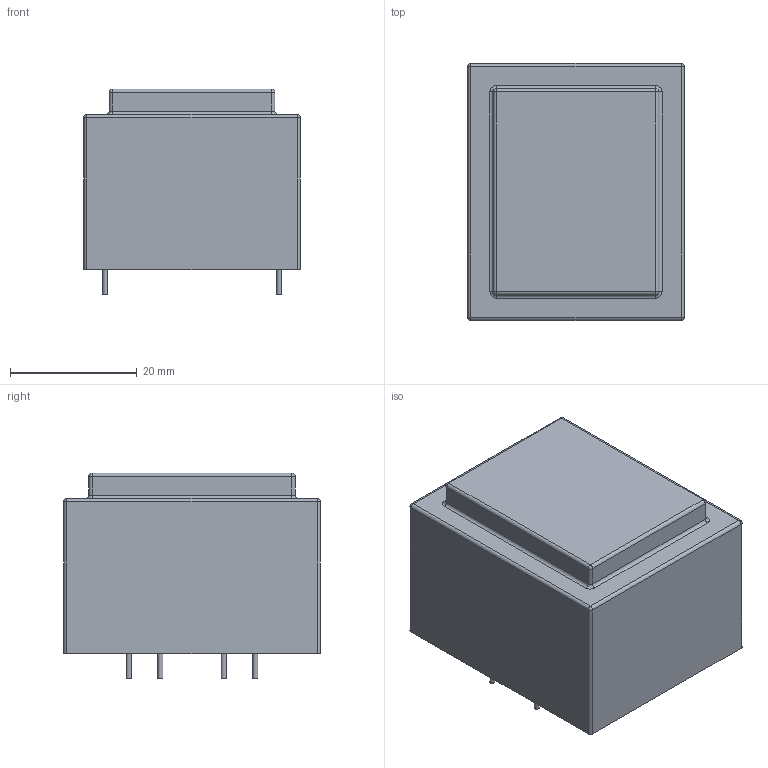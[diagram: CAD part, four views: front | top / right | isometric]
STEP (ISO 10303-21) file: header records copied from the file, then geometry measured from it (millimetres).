
FILE_DESCRIPTION(('FreeCAD Model'),'2;1');
FILE_NAME('TRANSFORMER_NF_GERTH_387.XX.step','2020-09-20T11:20:36',('Author'),(''), 'Open CASCADE STEP processor 7.4','FreeCAD','Unknown');
FILE_SCHEMA(('AUTOMOTIVE_DESIGN { 1 0 10303 214 1 1 1 1 }'));
Length unit declared in the file: millimetre
Products named in the file (3): TRANSFORMER_NF_GERTH_387_XX; Gehaeuse; Pin_9
Assembly tree (5 placements, depth 2):
  TRANSFORMER_NF_GERTH_387_XX
    Gehaeuse
    Pin_9  x4
Bounding box: 34.2 x 40.6 x 32.5 mm (x, y, z)
Volume: 37429.3 mm3; surface area: 6849.8 mm2
Topology: 5 solids, 5 shells, 55 faces, 108 edges, 56 vertices
Faces by surface type: cylinder 24, plane 19, sphere 8, torus 4
Full cylindrical faces by diameter (mm): 0.8 x4
Entity records: 2445 total; most frequent: DIRECTION 421, CARTESIAN_POINT 387, LINE 217, VECTOR 217, ORIENTED_EDGE 182, PCURVE 182, DEFINITIONAL_REPRESENTATION 182, AXIS2_PLACEMENT_3D 98
